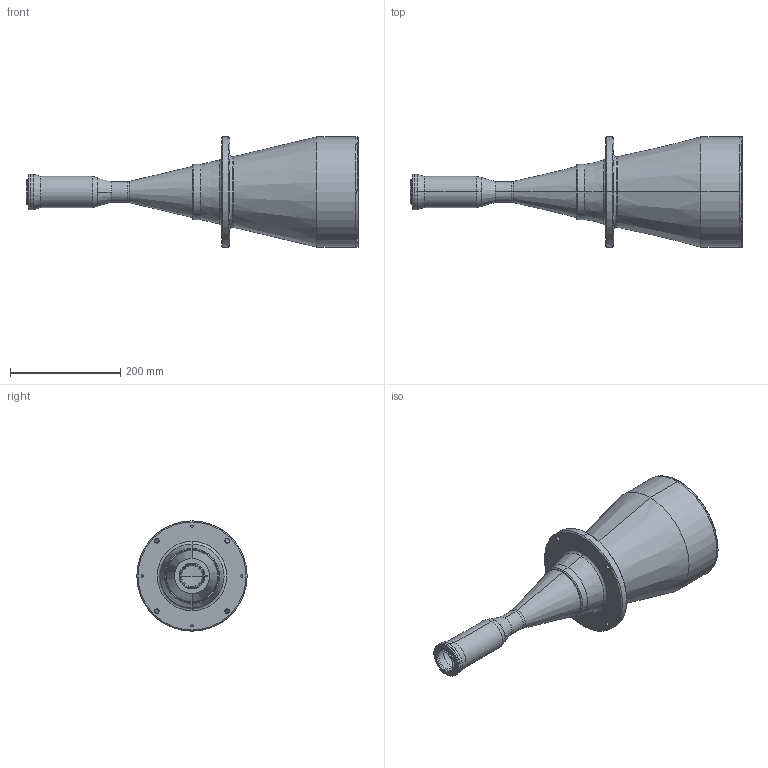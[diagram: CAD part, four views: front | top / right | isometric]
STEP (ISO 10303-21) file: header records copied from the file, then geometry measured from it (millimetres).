
FILE_DESCRIPTION (( 'STEP AP214' ), '1' );
FILE_NAME ('TC16M144.STEP', '2011-10-21T09:41:39', ( '--' ), ( '' ), 'SwSTEP 2.0', 'SolidWorks 2011', '' );
FILE_SCHEMA (( 'AUTOMOTIVE_DESIGN' ));
Length unit declared in the file: millimetre
Products named in the file (1): TC16M144
Bounding box: 602.1 x 200 x 200 mm (x, y, z)
Surface area: 322879 mm2 (no closed solid volume)
Topology: 0 solids, 10 shells, 151 faces, 438 edges, 299 vertices
Faces by surface type: cylinder 80, plane 32, cone 24, torus 13, sphere 2
Entity records: 6896 total; most frequent: DIRECTION 994, CARTESIAN_POINT 985, ORIENTED_EDGE 765, EDGE_CURVE 438, AXIS2_PLACEMENT_3D 416, VERTEX_POINT 299, CIRCLE 264, EDGE_LOOP 200
